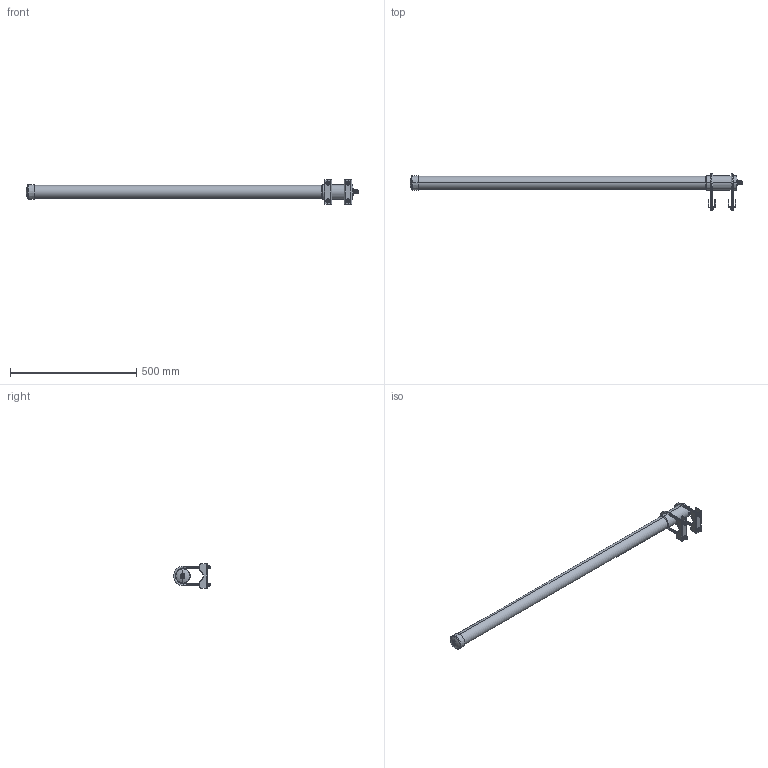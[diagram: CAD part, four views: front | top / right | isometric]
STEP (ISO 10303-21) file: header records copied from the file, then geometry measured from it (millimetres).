
FILE_DESCRIPTION (( 'STEP AP214' ), '1' );
FILE_NAME ('HG2458-09U-PRO.STEP', '2012-11-08T22:33:01', ( '' ), ( '' ), 'SwSTEP 2.0', 'SolidWorks 2012', '' );
FILE_SCHEMA (( 'AUTOMOTIVE_DESIGN' ));
Length unit declared in the file: inch
Products named in the file (3): HG2458-09U-PRO; HG2458-09U-PRO_ANTENNA; HG2458-09U-PRO_U-Bolt Bracket
Assembly tree (3 placements, depth 2):
  HG2458-09U-PRO
    HG2458-09U-PRO_ANTENNA
    HG2458-09U-PRO_U-Bolt Bracket  x2
Bounding box: 1312.77 x 147.07 x 95.25 mm (x, y, z)
Volume: 2844356.9 mm3; surface area: 277580.9 mm2
Topology: 6 solids, 6 shells, 1854 faces, 3898 edges, 2087 vertices
Faces by surface type: cone 1486, plane 220, cylinder 100, torus 44, bspline 4
Entity records: 40740 total; most frequent: CARTESIAN_POINT 5451, DIRECTION 5122, ORIENTED_EDGE 4356, EDGE_CURVE 2178, AXIS2_PLACEMENT_3D 1994, VERTEX_POINT 1183, VECTOR 1134, LINE 1134
